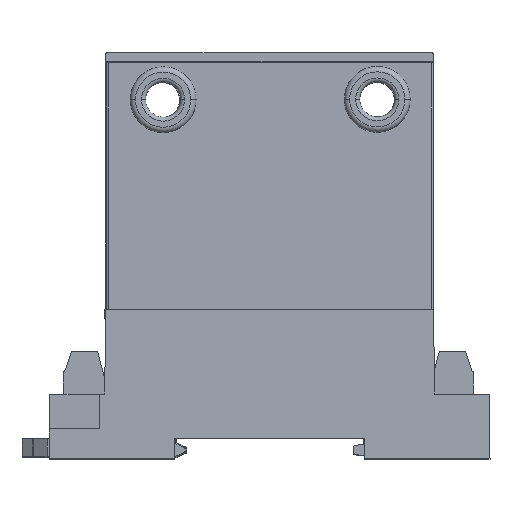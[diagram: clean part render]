
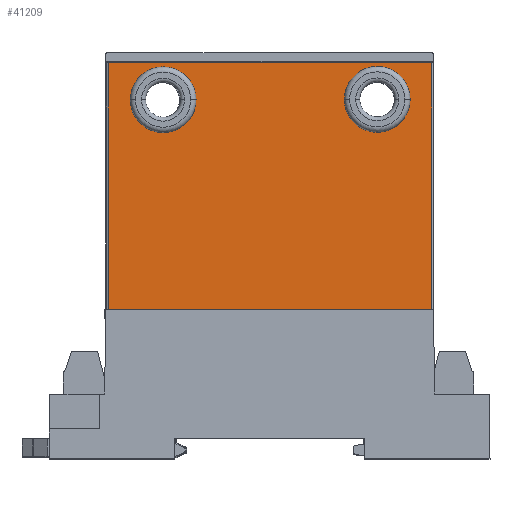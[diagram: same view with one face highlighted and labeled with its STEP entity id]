
A CAD part, top view. The second image highlights one B-rep face of the part: STEP entity #41209.
In plain terms, the highlighted planar face has unit normal (0, 0, 1).
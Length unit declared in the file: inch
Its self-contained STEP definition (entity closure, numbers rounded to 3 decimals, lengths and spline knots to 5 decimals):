
#6500 = CARTESIAN_POINT ( 'NONE',  ( 0.6525, -0.272, 0. ) ) ;
#7123 = DIRECTION ( 'NONE',  ( 1., 0., 0. ) ) ;
#7126 = DIRECTION ( 'NONE',  ( 0., 0., 1. ) ) ;
#7127 = CARTESIAN_POINT ( 'NONE',  ( 0.8, -0.272, 0. ) ) ;
#7129 = AXIS2_PLACEMENT_3D ( 'NONE', #7127, #7126, #7123 ) ;
#7131 = CIRCLE ( 'NONE', #7129, 0.1475 ) ;
#7694 = CARTESIAN_POINT ( 'NONE',  ( 0.9475, -0.272, 0. ) ) ;
#9904 = CARTESIAN_POINT ( 'NONE',  ( -0.6525, -0.272, 0. ) ) ;
#10417 = CARTESIAN_POINT ( 'NONE',  ( -0.9475, -0.272, 0. ) ) ;
#27075 = CARTESIAN_POINT ( 'NONE',  ( 1.20558, -1.845, 0. ) ) ;
#31836 = VERTEX_POINT ( 'NONE', #27075 ) ;
#39316 = VERTEX_POINT ( 'NONE', #6500 ) ;
#39325 = EDGE_CURVE ( 'NONE', #39316, #39395, #7131, .T. ) ;
#39395 = VERTEX_POINT ( 'NONE', #7694 ) ;
#40249 = VERTEX_POINT ( 'NONE', #9904 ) ;
#40550 = VERTEX_POINT ( 'NONE', #10417 ) ;
#40631 = EDGE_CURVE ( 'NONE', #40550, #40249, #44546, .T. ) ;
#40678 = ORIENTED_EDGE ( 'NONE', *, *, #43659, .T. ) ;
#40944 = ORIENTED_EDGE ( 'NONE', *, *, #41172, .F. ) ;
#40966 = VERTEX_POINT ( 'NONE', #45184 ) ;
#40968 = VERTEX_POINT ( 'NONE', #45183 ) ;
#41013 = ORIENTED_EDGE ( 'NONE', *, *, #40631, .F. ) ;
#41014 = EDGE_LOOP ( 'NONE', ( #41257, #41260 ) ) ;
#41172 = EDGE_CURVE ( 'NONE', #40249, #40550, #45528, .T. ) ;
#41209 = ADVANCED_FACE ( 'NONE', ( #45596, #45595, #45594 ), #45593, .T. ) ;
#41210 = EDGE_LOOP ( 'NONE', ( #40944, #41013 ) ) ;
#41251 = ORIENTED_EDGE ( 'NONE', *, *, #41253, .T. ) ;
#41252 = VERTEX_POINT ( 'NONE', #45642 ) ;
#41253 = EDGE_CURVE ( 'NONE', #40968, #41252, #45641, .T. ) ;
#41254 = EDGE_CURVE ( 'NONE', #40968, #40966, #45637, .T. ) ;
#41255 = ORIENTED_EDGE ( 'NONE', *, *, #41254, .F. ) ;
#41257 = ORIENTED_EDGE ( 'NONE', *, *, #41258, .F. ) ;
#41258 = EDGE_CURVE ( 'NONE', #39395, #39316, #45633, .T. ) ;
#41259 = EDGE_LOOP ( 'NONE', ( #41255, #41251, #41331, #40678 ) ) ;
#41260 = ORIENTED_EDGE ( 'NONE', *, *, #39325, .F. ) ;
#41331 = ORIENTED_EDGE ( 'NONE', *, *, #41332, .T. ) ;
#41332 = EDGE_CURVE ( 'NONE', #41252, #31836, #45827, .T. ) ;
#43659 = EDGE_CURVE ( 'NONE', #31836, #40966, #49459, .T. ) ;
#44542 = DIRECTION ( 'NONE',  ( 1., 0., 0. ) ) ;
#44543 = DIRECTION ( 'NONE',  ( 0., 0., 1. ) ) ;
#44544 = CARTESIAN_POINT ( 'NONE',  ( -0.8, -0.272, 0. ) ) ;
#44545 = AXIS2_PLACEMENT_3D ( 'NONE', #44544, #44543, #44542 ) ;
#44546 = CIRCLE ( 'NONE', #44545, 0.1475 ) ;
#45183 = CARTESIAN_POINT ( 'NONE',  ( -1.20558, 0., 0. ) ) ;
#45184 = CARTESIAN_POINT ( 'NONE',  ( 1.20558, 0., 0. ) ) ;
#45524 = DIRECTION ( 'NONE',  ( 1., 0., 0. ) ) ;
#45525 = DIRECTION ( 'NONE',  ( 0., 0., 1. ) ) ;
#45526 = CARTESIAN_POINT ( 'NONE',  ( -0.8, -0.272, 0. ) ) ;
#45527 = AXIS2_PLACEMENT_3D ( 'NONE', #45526, #45525, #45524 ) ;
#45528 = CIRCLE ( 'NONE', #45527, 0.1475 ) ;
#45589 = DIRECTION ( 'NONE',  ( 1., 0., 0. ) ) ;
#45590 = DIRECTION ( 'NONE',  ( 0., 0., 1. ) ) ;
#45591 = CARTESIAN_POINT ( 'NONE',  ( -1.21541, -1.845, 0. ) ) ;
#45592 = AXIS2_PLACEMENT_3D ( 'NONE', #45591, #45590, #45589 ) ;
#45593 = PLANE ( 'NONE',  #45592 ) ;
#45594 = FACE_OUTER_BOUND ( 'NONE', #41259, .T. ) ;
#45595 = FACE_BOUND ( 'NONE', #41014, .T. ) ;
#45596 = FACE_BOUND ( 'NONE', #41210, .T. ) ;
#45629 = DIRECTION ( 'NONE',  ( 1., 0., 0. ) ) ;
#45630 = DIRECTION ( 'NONE',  ( 0., 0., 1. ) ) ;
#45631 = CARTESIAN_POINT ( 'NONE',  ( 0.8, -0.272, 0. ) ) ;
#45632 = AXIS2_PLACEMENT_3D ( 'NONE', #45631, #45630, #45629 ) ;
#45633 = CIRCLE ( 'NONE', #45632, 0.1475 ) ;
#45634 = DIRECTION ( 'NONE',  ( 1., 0., 0. ) ) ;
#45635 = VECTOR ( 'NONE', #45634, 39.37008 ) ;
#45636 = CARTESIAN_POINT ( 'NONE',  ( -1.21541, 0., 0. ) ) ;
#45637 = LINE ( 'NONE', #45636, #45635 ) ;
#45638 = DIRECTION ( 'NONE',  ( 0., -1., 0. ) ) ;
#45639 = VECTOR ( 'NONE', #45638, 39.37008 ) ;
#45640 = CARTESIAN_POINT ( 'NONE',  ( -1.20558, -1.845, 0. ) ) ;
#45641 = LINE ( 'NONE', #45640, #45639 ) ;
#45642 = CARTESIAN_POINT ( 'NONE',  ( -1.20558, -1.845, 0. ) ) ;
#45824 = DIRECTION ( 'NONE',  ( 1., 0., 0. ) ) ;
#45825 = VECTOR ( 'NONE', #45824, 39.37008 ) ;
#45826 = CARTESIAN_POINT ( 'NONE',  ( -1.21541, -1.845, 0. ) ) ;
#45827 = LINE ( 'NONE', #45826, #45825 ) ;
#49456 = DIRECTION ( 'NONE',  ( 0., 1., 0. ) ) ;
#49457 = VECTOR ( 'NONE', #49456, 39.37008 ) ;
#49458 = CARTESIAN_POINT ( 'NONE',  ( 1.20558, -1.845, 0. ) ) ;
#49459 = LINE ( 'NONE', #49458, #49457 ) ;
